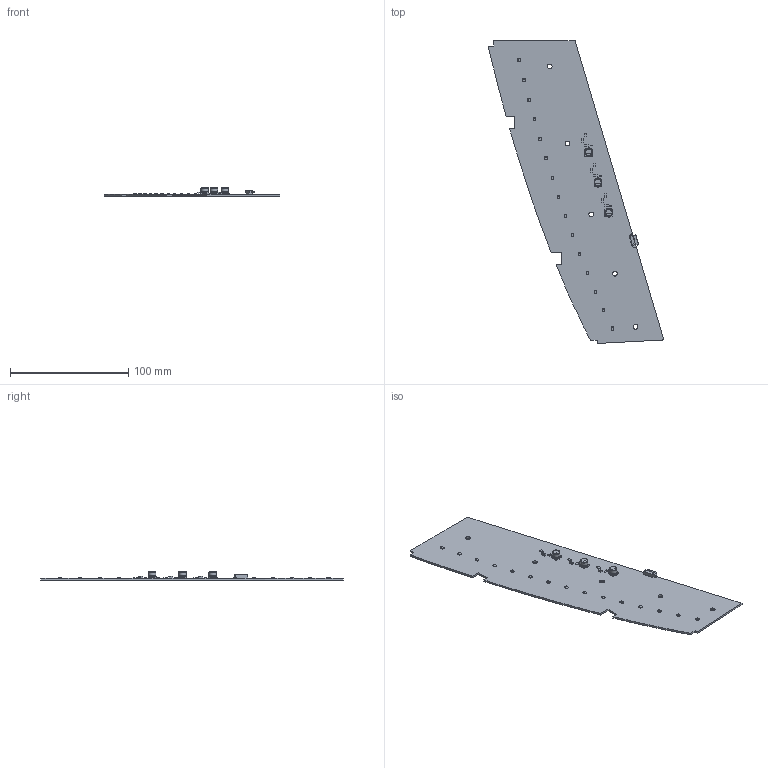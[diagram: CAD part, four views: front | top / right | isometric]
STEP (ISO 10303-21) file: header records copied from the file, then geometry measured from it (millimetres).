
FILE_DESCRIPTION(('KiCad electronic assembly'),'2;1');
FILE_NAME('stop_light.step','2019-06-17T10:11:32',('An Author'),( 'A Company'),'Open CASCADE STEP processor 6.9', 'KiCad to STEP converter','Unknown');
FILE_SCHEMA(('AUTOMOTIVE_DESIGN { 1 0 10303 214 1 1 1 1 }'));
Length unit declared in the file: millimetre
Products named in the file (14): Open CASCADE STEP translator 6.9 1; KW_DMLQ31SG_070415_geometry; SOLID; CP_Elec_6.3x5.4; AVX-10-9159-003-101-916_10-9159-003-101-X16; C_0603_1608Metric; C_1206_3216Metric; R_1206_3216Metric; COMPOUND
Assembly tree (39 placements, depth 3):
  Open CASCADE STEP translator 6.9 1
    KW_DMLQ31SG_070415_geometry  x15
      SOLID
    CP_Elec_6.3x5.4  x3
      SOLID
    AVX-10-9159-003-101-916_10-9159-003-101-X16  x2
      SOLID
    C_0603_1608Metric  x3
      SOLID
    C_1206_3216Metric  x3
      SOLID
    R_1206_3216Metric  x6
      SOLID
    COMPOUND
Bounding box: 148.24 x 255.79 x 7.05 mm (x, y, z)
Volume: 30487.5 mm3; surface area: 39875.4 mm2
Topology: 33 solids, 39 shells, 2484 faces, 6823 edges, 4503 vertices
Faces by surface type: plane 1738, cylinder 701, bspline 22, torus 12, cone 8, revolution 3
Full cylindrical faces by diameter (mm): 6.3 x6
Entity records: 32949 total; most frequent: CARTESIAN_POINT 7223, DIRECTION 4653, LINE 3076, VECTOR 3076, ORIENTED_EDGE 2436, PCURVE 2436, DEFINITIONAL_REPRESENTATION 2436, EDGE_CURVE 1218
